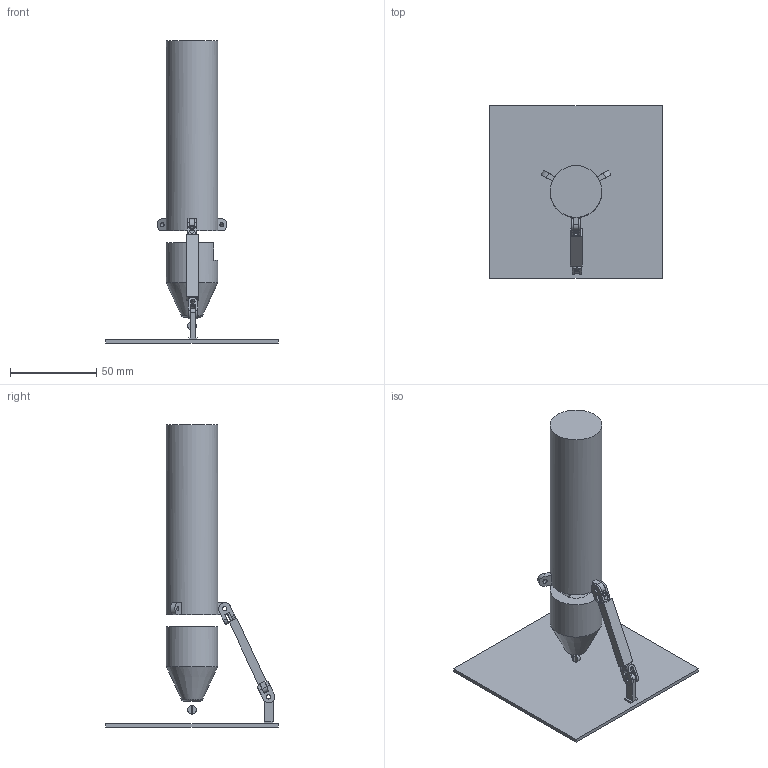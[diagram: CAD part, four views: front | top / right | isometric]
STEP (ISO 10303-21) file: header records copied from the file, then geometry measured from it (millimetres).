
FILE_DESCRIPTION(/* description */ (''),/* implementation_level */ '2;1');
FILE_NAME(/* name */ 'Attitude Control v3.step',/* time_stamp */ '2022-02-22T20:12:30-03:00',/* author */ (''),/* organization */ (''),/* preprocessor_version */ 'ST-DEVELOPER v18.1',/* originating_system */ 'Autodesk Translation Framework v10.13.0.1454',/* authorisation */ '');
FILE_SCHEMA (('AUTOMOTIVE_DESIGN { 1 0 10303 214 3 1 1 }'));
Length unit declared in the file: millimetre
Products named in the file (10): Attitude Control; Fixed; Joystick; Stick; Arm; Arm (1); Arm (2); Arm (3); Joystick Module; Y
Assembly tree (9 placements, depth 3):
  Attitude Control
    Fixed
    Joystick
      Stick
    Arm
    Arm (1)
    Arm (2)
    Arm (3)
    Joystick Module
      Y
Bounding box: 100 x 100 x 175 mm (x, y, z)
Volume: 119951.1 mm3; surface area: 43698.8 mm2
Topology: 10 solids, 10 shells, 156 faces, 383 edges, 251 vertices
Faces by surface type: plane 96, cylinder 54, torus 5, cone 1
Full cylindrical faces by diameter (mm): 2.5 x14, 5 x2, 30 x2
Entity records: 4953 total; most frequent: DIRECTION 853, CARTESIAN_POINT 809, ORIENTED_EDGE 766, EDGE_CURVE 383, AXIS2_PLACEMENT_3D 295, LINE 263, VECTOR 263, VERTEX_POINT 251
